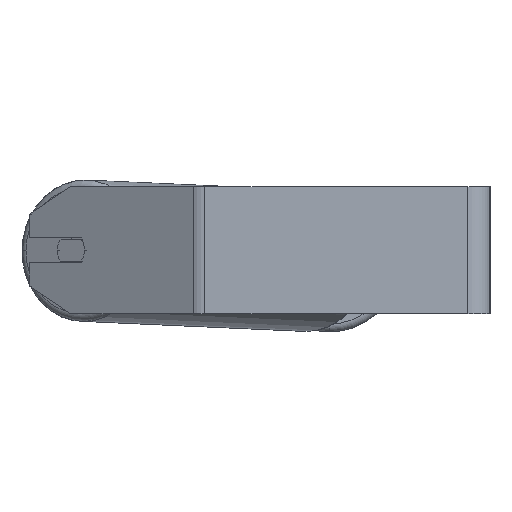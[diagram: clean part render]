
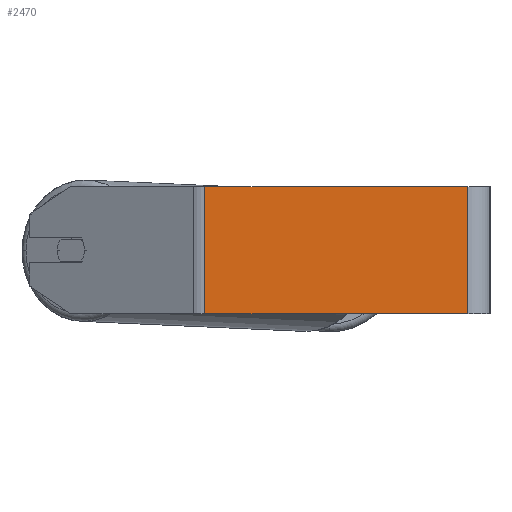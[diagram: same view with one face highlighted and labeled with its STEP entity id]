
A CAD part, left-side view. The second image highlights one B-rep face of the part: STEP entity #2470.
In plain terms, the highlighted planar face has unit normal (-1, 0, 0).
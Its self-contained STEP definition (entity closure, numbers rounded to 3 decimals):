
#11 = EDGE_LOOP ( 'NONE', ( #7934, #2393, #3378, #305 ) ) ;
#296 = VECTOR ( 'NONE', #1090, 1000. ) ;
#305 = ORIENTED_EDGE ( 'NONE', *, *, #6487, .T. ) ;
#312 = DIRECTION ( 'NONE',  ( 0., -1., 0. ) ) ;
#543 = CARTESIAN_POINT ( 'NONE',  ( -490., 179.404, -40. ) ) ;
#564 = EDGE_CURVE ( 'NONE', #5299, #7253, #1319, .T. ) ;
#1090 = DIRECTION ( 'NONE',  ( 0., -1., 0. ) ) ;
#1319 = LINE ( 'NONE', #1457, #1686 ) ;
#1457 = CARTESIAN_POINT ( 'NONE',  ( -490., 14., 40. ) ) ;
#1686 = VECTOR ( 'NONE', #2701, 1000. ) ;
#1832 = DIRECTION ( 'NONE',  ( 0., 0., -1. ) ) ;
#2029 = DIRECTION ( 'NONE',  ( 1., 0., 0. ) ) ;
#2281 = AXIS2_PLACEMENT_3D ( 'NONE', #4765, #2029, #4149 ) ;
#2289 = EDGE_CURVE ( 'NONE', #6930, #5299, #2377, .T. ) ;
#2377 = LINE ( 'NONE', #7144, #296 ) ;
#2393 = ORIENTED_EDGE ( 'NONE', *, *, #564, .F. ) ;
#2470 = ADVANCED_FACE ( 'NONE', ( #4894 ), #6214, .F. ) ;
#2701 = DIRECTION ( 'NONE',  ( 0., 0., -1. ) ) ;
#2903 = LINE ( 'NONE', #7570, #5811 ) ;
#3027 = EDGE_CURVE ( 'NONE', #4030, #7253, #2903, .T. ) ;
#3174 = CARTESIAN_POINT ( 'NONE',  ( -490., 14., 40. ) ) ;
#3333 = CARTESIAN_POINT ( 'NONE',  ( -490., 179.404, 40. ) ) ;
#3378 = ORIENTED_EDGE ( 'NONE', *, *, #2289, .F. ) ;
#4030 = VERTEX_POINT ( 'NONE', #543 ) ;
#4149 = DIRECTION ( 'NONE',  ( 0., 0., -1. ) ) ;
#4765 = CARTESIAN_POINT ( 'NONE',  ( -490., 183.155, 40. ) ) ;
#4894 = FACE_OUTER_BOUND ( 'NONE', #11, .T. ) ;
#5299 = VERTEX_POINT ( 'NONE', #3174 ) ;
#5348 = CARTESIAN_POINT ( 'NONE',  ( -490., 14., -40. ) ) ;
#5811 = VECTOR ( 'NONE', #312, 1000. ) ;
#6214 = PLANE ( 'NONE',  #2281 ) ;
#6487 = EDGE_CURVE ( 'NONE', #6930, #4030, #8559, .T. ) ;
#6930 = VERTEX_POINT ( 'NONE', #3333 ) ;
#6971 = VECTOR ( 'NONE', #1832, 1000. ) ;
#7144 = CARTESIAN_POINT ( 'NONE',  ( -490., 183.155, 40. ) ) ;
#7253 = VERTEX_POINT ( 'NONE', #5348 ) ;
#7570 = CARTESIAN_POINT ( 'NONE',  ( -490., 183.155, -40. ) ) ;
#7886 = CARTESIAN_POINT ( 'NONE',  ( -490., 179.404, 40. ) ) ;
#7934 = ORIENTED_EDGE ( 'NONE', *, *, #3027, .T. ) ;
#8559 = LINE ( 'NONE', #7886, #6971 ) ;
